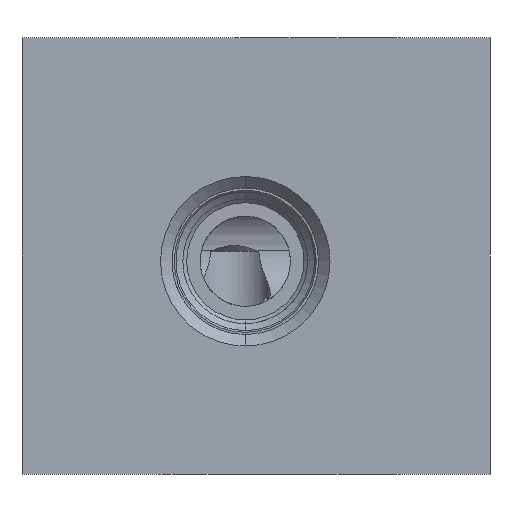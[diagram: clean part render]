
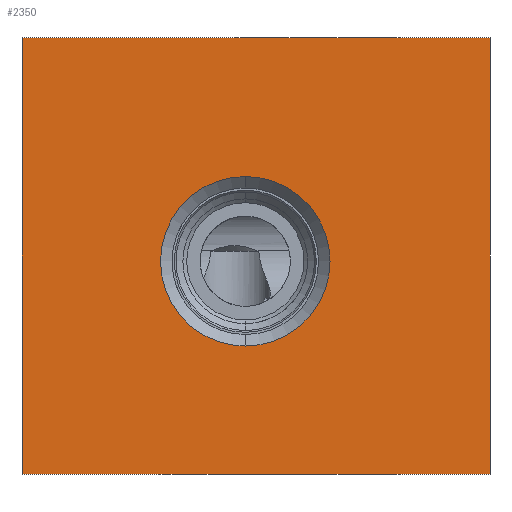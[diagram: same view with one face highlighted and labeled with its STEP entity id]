
A CAD part, left-side view. The second image highlights one B-rep face of the part: STEP entity #2350.
In plain terms, the highlighted planar face has unit normal (-1, 0, 0).
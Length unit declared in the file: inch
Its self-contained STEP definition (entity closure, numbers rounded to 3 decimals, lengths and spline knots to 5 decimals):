
#1=DIRECTION('',(0.,-1.,0.));
#2=VECTOR('',#1,2.75);
#3=CARTESIAN_POINT('',(0.,0.,0.));
#4=LINE('',#3,#2);
#37=DIRECTION('',(0.,0.,1.));
#38=VECTOR('',#37,2.562);
#39=CARTESIAN_POINT('',(0.,0.,0.));
#40=LINE('',#39,#38);
#41=CARTESIAN_POINT('',(0.,-1.312,1.25));
#42=DIRECTION('',(1.,0.,0.));
#43=DIRECTION('',(0.,0.,-1.));
#44=AXIS2_PLACEMENT_3D('',#41,#42,#43);
#46=CARTESIAN_POINT('',(0.,-1.312,1.25));
#47=DIRECTION('',(1.,0.,0.));
#48=DIRECTION('',(0.,0.,1.));
#49=AXIS2_PLACEMENT_3D('',#46,#47,#48);
#89=DIRECTION('',(0.,0.,1.));
#90=VECTOR('',#89,2.562);
#91=CARTESIAN_POINT('',(0.,-2.75,0.));
#92=LINE('',#91,#90);
#113=DIRECTION('',(0.,-1.,0.));
#114=VECTOR('',#113,2.75);
#115=CARTESIAN_POINT('',(0.,0.,2.562));
#116=LINE('',#115,#114);
#1984=CARTESIAN_POINT('',(0.,0.,0.));
#1985=CARTESIAN_POINT('',(0.,-2.75,0.));
#1986=VERTEX_POINT('',#1984);
#1987=VERTEX_POINT('',#1985);
#1992=CARTESIAN_POINT('',(0.,0.,2.562));
#1993=CARTESIAN_POINT('',(0.,-2.75,2.562));
#1994=VERTEX_POINT('',#1992);
#1995=VERTEX_POINT('',#1993);
#2232=CARTESIAN_POINT('',(0.,-1.312,1.748));
#2233=VERTEX_POINT('',#2232);
#2242=CARTESIAN_POINT('',(0.,-1.312,0.752));
#2243=VERTEX_POINT('',#2242);
#2330=CARTESIAN_POINT('',(0.,0.,0.));
#2331=DIRECTION('',(-1.,0.,0.));
#2332=DIRECTION('',(0.,-1.,0.));
#2333=AXIS2_PLACEMENT_3D('',#2330,#2331,#2332);
#2334=PLANE('',#2333);
#2335=ORIENTED_EDGE('',*,*,#2307,.F.);
#2337=ORIENTED_EDGE('',*,*,#2336,.T.);
#2339=ORIENTED_EDGE('',*,*,#2338,.T.);
#2341=ORIENTED_EDGE('',*,*,#2340,.F.);
#2342=EDGE_LOOP('',(#2335,#2337,#2339,#2341));
#2343=FACE_OUTER_BOUND('',#2342,.F.);
#2345=ORIENTED_EDGE('',*,*,#2344,.F.);
#2347=ORIENTED_EDGE('',*,*,#2346,.F.);
#2348=EDGE_LOOP('',(#2345,#2347));
#2349=FACE_BOUND('',#2348,.F.);
#2350=ADVANCED_FACE('',(#2343,#2349),#2334,.T.);
#45=CIRCLE('',#44,0.498);
#50=CIRCLE('',#49,0.498);
#2307=EDGE_CURVE('',#1986,#1987,#4,.T.);
#2336=EDGE_CURVE('',#1986,#1994,#40,.T.);
#2338=EDGE_CURVE('',#1994,#1995,#116,.T.);
#2340=EDGE_CURVE('',#1987,#1995,#92,.T.);
#2344=EDGE_CURVE('',#2243,#2233,#45,.T.);
#2346=EDGE_CURVE('',#2233,#2243,#50,.T.);
